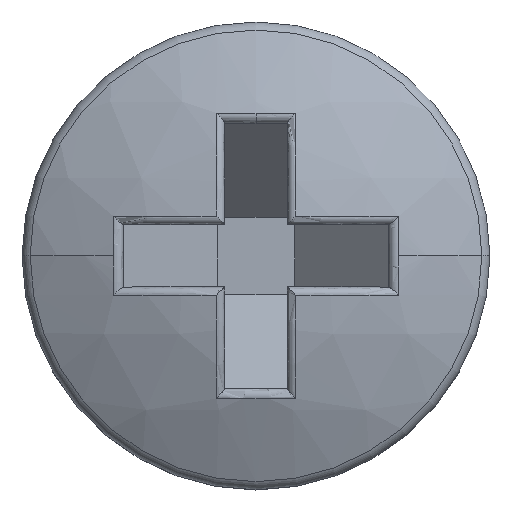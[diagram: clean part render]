
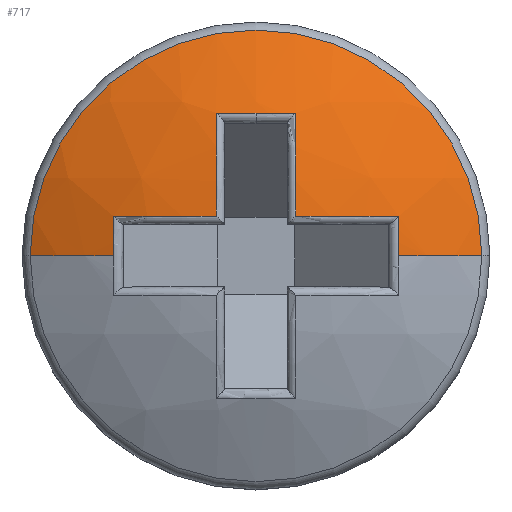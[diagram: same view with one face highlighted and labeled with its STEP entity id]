
A CAD part, top view. The second image highlights one B-rep face of the part: STEP entity #717.
In plain terms, the highlighted spherical face has radius 6.025 mm.
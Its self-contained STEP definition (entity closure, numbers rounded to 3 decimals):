
#5 = CARTESIAN_POINT ( 'NONE',  ( 0., 0.508, -3.425 ) ) ;
#6 = DIRECTION ( 'NONE',  ( -1., 0., 0. ) ) ;
#30 = DIRECTION ( 'NONE',  ( 0., 1., 0. ) ) ;
#37 = DIRECTION ( 'NONE',  ( 1., 0., 0. ) ) ;
#41 = DIRECTION ( 'NONE',  ( 0., -1., 0. ) ) ;
#42 = CARTESIAN_POINT ( 'NONE',  ( 0., 0., -3.425 ) ) ;
#50 = CARTESIAN_POINT ( 'NONE',  ( 0.508, 0., -3.425 ) ) ;
#52 = DIRECTION ( 'NONE',  ( 1., 0., 0. ) ) ;
#54 = CARTESIAN_POINT ( 'NONE',  ( 1.83, 0., -3.425 ) ) ;
#55 = DIRECTION ( 'NONE',  ( 0., 0., 1. ) ) ;
#70 = DIRECTION ( 'NONE',  ( 1., 0., 0. ) ) ;
#75 = CARTESIAN_POINT ( 'NONE',  ( 0., 0., 1.858 ) ) ;
#91 = DIRECTION ( 'NONE',  ( 0., -1., 0. ) ) ;
#102 = DIRECTION ( 'NONE',  ( 0., 0., 1. ) ) ;
#116 = DIRECTION ( 'NONE',  ( 0., 0., -1. ) ) ;
#133 = CIRCLE ( 'NONE', #333, 5.74 ) ;
#138 = CIRCLE ( 'NONE', #345, 6.004 ) ;
#141 = AXIS2_PLACEMENT_3D ( 'NONE', #42, #41, #116 ) ;
#154 = CIRCLE ( 'NONE', #141, 6.025 ) ;
#218 = CARTESIAN_POINT ( 'NONE',  ( 0.508, 1.83, 2.293 ) ) ;
#250 = VERTEX_POINT ( 'NONE', #1452 ) ;
#272 = VERTEX_POINT ( 'NONE', #1245 ) ;
#276 = VERTEX_POINT ( 'NONE', #1297 ) ;
#286 = VERTEX_POINT ( 'NONE', #1218 ) ;
#315 = AXIS2_PLACEMENT_3D ( 'NONE', #917, #967, #943 ) ;
#321 = CIRCLE ( 'NONE', #326, 2.896 ) ;
#326 = AXIS2_PLACEMENT_3D ( 'NONE', #75, #55, #6 ) ;
#333 = AXIS2_PLACEMENT_3D ( 'NONE', #54, #37, #102 ) ;
#334 = CIRCLE ( 'NONE', #336, 6.004 ) ;
#336 = AXIS2_PLACEMENT_3D ( 'NONE', #50, #52, #91 ) ;
#342 = CIRCLE ( 'NONE', #828, 5.74 ) ;
#345 = AXIS2_PLACEMENT_3D ( 'NONE', #5, #30, #70 ) ;
#396 = ORIENTED_EDGE ( 'NONE', *, *, #751, .T. ) ;
#452 = DIRECTION ( 'NONE',  ( -1., 0., 0. ) ) ;
#496 = CARTESIAN_POINT ( 'NONE',  ( -1.83, 0., -3.425 ) ) ;
#500 = DIRECTION ( 'NONE',  ( -1., 0., 0. ) ) ;
#502 = CARTESIAN_POINT ( 'NONE',  ( 0., 1.83, -3.425 ) ) ;
#503 = CARTESIAN_POINT ( 'NONE',  ( -0.508, 0., -3.425 ) ) ;
#507 = DIRECTION ( 'NONE',  ( 0., 1., 0. ) ) ;
#510 = DIRECTION ( 'NONE',  ( 1., 0., 0. ) ) ;
#513 = DIRECTION ( 'NONE',  ( -1., 0., 0. ) ) ;
#516 = CARTESIAN_POINT ( 'NONE',  ( 0., 1.83, -3.425 ) ) ;
#518 = CARTESIAN_POINT ( 'NONE',  ( 0., 0.508, -3.425 ) ) ;
#522 = DIRECTION ( 'NONE',  ( 0., 1., 0. ) ) ;
#528 = DIRECTION ( 'NONE',  ( 0., 1., 0. ) ) ;
#530 = DIRECTION ( 'NONE',  ( 0., 0., -1. ) ) ;
#534 = DIRECTION ( 'NONE',  ( 0., 0., -1. ) ) ;
#536 = DIRECTION ( 'NONE',  ( 0., 1., 0. ) ) ;
#537 = DIRECTION ( 'NONE',  ( 0., 1., 0. ) ) ;
#540 = CARTESIAN_POINT ( 'NONE',  ( 0., 0., -3.425 ) ) ;
#546 = DIRECTION ( 'NONE',  ( 0., 1., 0. ) ) ;
#588 = CARTESIAN_POINT ( 'NONE',  ( 0.508, 0.508, 2.557 ) ) ;
#598 = CARTESIAN_POINT ( 'NONE',  ( -0.508, 0.508, 2.557 ) ) ;
#599 = CARTESIAN_POINT ( 'NONE',  ( -0.508, 1.83, 2.293 ) ) ;
#603 = CARTESIAN_POINT ( 'NONE',  ( 1.83, 0.508, 2.293 ) ) ;
#609 = CARTESIAN_POINT ( 'NONE',  ( -1.83, 0.508, 2.293 ) ) ;
#621 = CARTESIAN_POINT ( 'NONE',  ( -1.83, 0., 2.315 ) ) ;
#717 = ADVANCED_FACE ( 'NONE', ( #1180 ), #1169, .T. ) ;
#731 = EDGE_CURVE ( 'NONE', #272, #276, #154, .T. ) ;
#743 = EDGE_CURVE ( 'NONE', #990, #276, #133, .T. ) ;
#744 = EDGE_CURVE ( 'NONE', #1039, #994, #334, .T. ) ;
#749 = EDGE_CURVE ( 'NONE', #994, #990, #138, .T. ) ;
#751 = EDGE_CURVE ( 'NONE', #272, #286, #321, .T. ) ;
#760 = EDGE_CURVE ( 'NONE', #1019, #250, #342, .T. ) ;
#766 = EDGE_CURVE ( 'NONE', #250, #1039, #854, .T. ) ;
#767 = EDGE_CURVE ( 'NONE', #997, #999, #858, .T. ) ;
#768 = EDGE_CURVE ( 'NONE', #999, #996, #827, .T. ) ;
#769 = EDGE_CURVE ( 'NONE', #996, #1019, #849, .T. ) ;
#771 = EDGE_CURVE ( 'NONE', #286, #997, #841, .T. ) ;
#827 = CIRCLE ( 'NONE', #829, 6.004 ) ;
#828 = AXIS2_PLACEMENT_3D ( 'NONE', #516, #528, #534 ) ;
#829 = AXIS2_PLACEMENT_3D ( 'NONE', #518, #507, #510 ) ;
#836 = AXIS2_PLACEMENT_3D ( 'NONE', #540, #536, #500 ) ;
#837 = AXIS2_PLACEMENT_3D ( 'NONE', #496, #513, #537 ) ;
#841 = CIRCLE ( 'NONE', #836, 6.025 ) ;
#842 = AXIS2_PLACEMENT_3D ( 'NONE', #502, #546, #530 ) ;
#845 = AXIS2_PLACEMENT_3D ( 'NONE', #503, #452, #522 ) ;
#849 = CIRCLE ( 'NONE', #845, 6.004 ) ;
#854 = CIRCLE ( 'NONE', #842, 5.74 ) ;
#858 = CIRCLE ( 'NONE', #837, 5.74 ) ;
#917 = CARTESIAN_POINT ( 'NONE',  ( 0., 0., -3.425 ) ) ;
#943 = DIRECTION ( 'NONE',  ( 1., 0., 0. ) ) ;
#967 = DIRECTION ( 'NONE',  ( 0., 1., 0. ) ) ;
#990 = VERTEX_POINT ( 'NONE', #603 ) ;
#994 = VERTEX_POINT ( 'NONE', #588 ) ;
#996 = VERTEX_POINT ( 'NONE', #598 ) ;
#997 = VERTEX_POINT ( 'NONE', #621 ) ;
#999 = VERTEX_POINT ( 'NONE', #609 ) ;
#1019 = VERTEX_POINT ( 'NONE', #599 ) ;
#1039 = VERTEX_POINT ( 'NONE', #218 ) ;
#1169 = SPHERICAL_SURFACE ( 'NONE', #315, 6.025 ) ;
#1180 = FACE_OUTER_BOUND ( 'NONE', #1395, .T. ) ;
#1218 = CARTESIAN_POINT ( 'NONE',  ( -2.896, 0., 1.858 ) ) ;
#1245 = CARTESIAN_POINT ( 'NONE',  ( 2.896, 0., 1.858 ) ) ;
#1297 = CARTESIAN_POINT ( 'NONE',  ( 1.83, 0., 2.315 ) ) ;
#1374 = ORIENTED_EDGE ( 'NONE', *, *, #767, .T. ) ;
#1377 = ORIENTED_EDGE ( 'NONE', *, *, #768, .T. ) ;
#1395 = EDGE_LOOP ( 'NONE', ( #396, #1434, #1374, #1377, #1398, #1417, #1433, #1446, #1408, #1424, #1396 ) ) ;
#1396 = ORIENTED_EDGE ( 'NONE', *, *, #731, .F. ) ;
#1398 = ORIENTED_EDGE ( 'NONE', *, *, #769, .T. ) ;
#1408 = ORIENTED_EDGE ( 'NONE', *, *, #749, .T. ) ;
#1417 = ORIENTED_EDGE ( 'NONE', *, *, #760, .T. ) ;
#1424 = ORIENTED_EDGE ( 'NONE', *, *, #743, .T. ) ;
#1433 = ORIENTED_EDGE ( 'NONE', *, *, #766, .T. ) ;
#1434 = ORIENTED_EDGE ( 'NONE', *, *, #771, .T. ) ;
#1446 = ORIENTED_EDGE ( 'NONE', *, *, #744, .T. ) ;
#1452 = CARTESIAN_POINT ( 'NONE',  ( 0., 1.83, 2.315 ) ) ;
